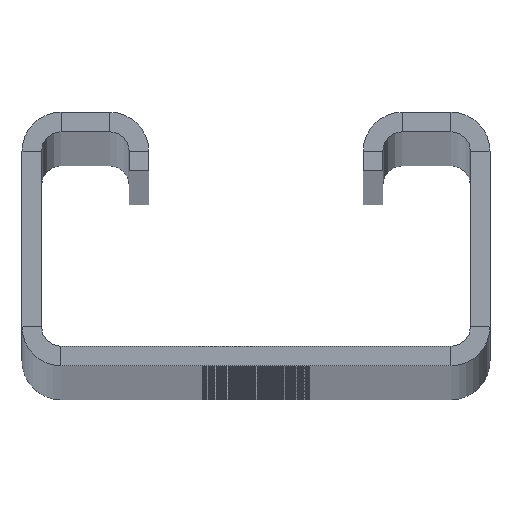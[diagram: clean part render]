
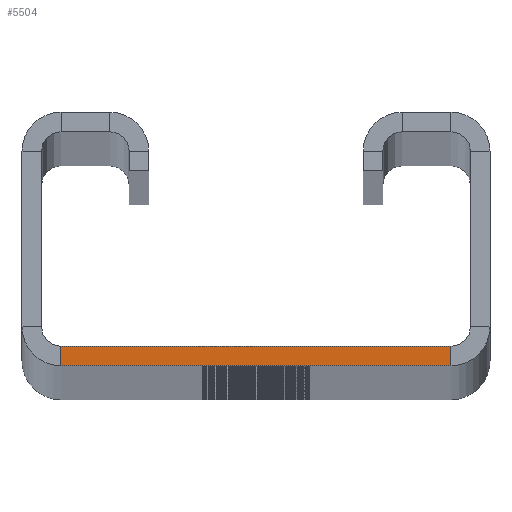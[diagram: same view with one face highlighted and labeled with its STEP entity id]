
A CAD part, top view. The second image highlights one B-rep face of the part: STEP entity #5504.
In plain terms, the highlighted planar face has unit normal (0, 0, 1).
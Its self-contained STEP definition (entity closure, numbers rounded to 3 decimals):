
#57 = DIRECTION ( 'NONE',  ( 1., 0., 0. ) ) ;
#87 = ORIENTED_EDGE ( 'NONE', *, *, #4616, .F. ) ;
#336 = FACE_OUTER_BOUND ( 'NONE', #5962, .T. ) ;
#573 = LINE ( 'NONE', #7803, #3682 ) ;
#700 = AXIS2_PLACEMENT_3D ( 'NONE', #829, #7878, #3681 ) ;
#770 = DIRECTION ( 'NONE',  ( 0., 1., 0. ) ) ;
#829 = CARTESIAN_POINT ( 'NONE',  ( 22., 4., 1000. ) ) ;
#1369 = EDGE_CURVE ( 'NONE', #8417, #5763, #7451, .T. ) ;
#1541 = ORIENTED_EDGE ( 'NONE', *, *, #7716, .T. ) ;
#1847 = DIRECTION ( 'NONE',  ( 0., -1., 0. ) ) ;
#2770 = CARTESIAN_POINT ( 'NONE',  ( -24., 2., 1000. ) ) ;
#2977 = PLANE ( 'NONE',  #700 ) ;
#3030 = VECTOR ( 'NONE', #1847, 1000. ) ;
#3490 = DIRECTION ( 'NONE',  ( 1., 0., 0. ) ) ;
#3681 = DIRECTION ( 'NONE',  ( 1., 0., 0. ) ) ;
#3682 = VECTOR ( 'NONE', #770, 1000. ) ;
#3703 = VECTOR ( 'NONE', #57, 1000. ) ;
#4178 = CARTESIAN_POINT ( 'NONE',  ( 20., 0., 1000. ) ) ;
#4203 = ORIENTED_EDGE ( 'NONE', *, *, #5088, .T. ) ;
#4616 = EDGE_CURVE ( 'NONE', #7351, #8306, #5798, .T. ) ;
#4623 = CARTESIAN_POINT ( 'NONE',  ( -20., 0., 1000. ) ) ;
#4796 = CARTESIAN_POINT ( 'NONE',  ( -20., 2., 1000. ) ) ;
#5088 = EDGE_CURVE ( 'NONE', #7351, #8417, #8596, .T. ) ;
#5357 = CARTESIAN_POINT ( 'NONE',  ( -20., 2., 1000. ) ) ;
#5504 = ADVANCED_FACE ( 'NONE', ( #336 ), #2977, .T. ) ;
#5576 = VECTOR ( 'NONE', #3490, 1000. ) ;
#5763 = VERTEX_POINT ( 'NONE', #4178 ) ;
#5798 = LINE ( 'NONE', #2770, #5576 ) ;
#5962 = EDGE_LOOP ( 'NONE', ( #6313, #1541, #87, #4203 ) ) ;
#6313 = ORIENTED_EDGE ( 'NONE', *, *, #1369, .T. ) ;
#6694 = CARTESIAN_POINT ( 'NONE',  ( -24., 0., 1000. ) ) ;
#7215 = CARTESIAN_POINT ( 'NONE',  ( 20., 2., 1000. ) ) ;
#7351 = VERTEX_POINT ( 'NONE', #4796 ) ;
#7451 = LINE ( 'NONE', #6694, #3703 ) ;
#7716 = EDGE_CURVE ( 'NONE', #5763, #8306, #573, .T. ) ;
#7803 = CARTESIAN_POINT ( 'NONE',  ( 20., 0., 1000. ) ) ;
#7878 = DIRECTION ( 'NONE',  ( 0., 0., 1. ) ) ;
#8306 = VERTEX_POINT ( 'NONE', #7215 ) ;
#8417 = VERTEX_POINT ( 'NONE', #4623 ) ;
#8596 = LINE ( 'NONE', #5357, #3030 ) ;
